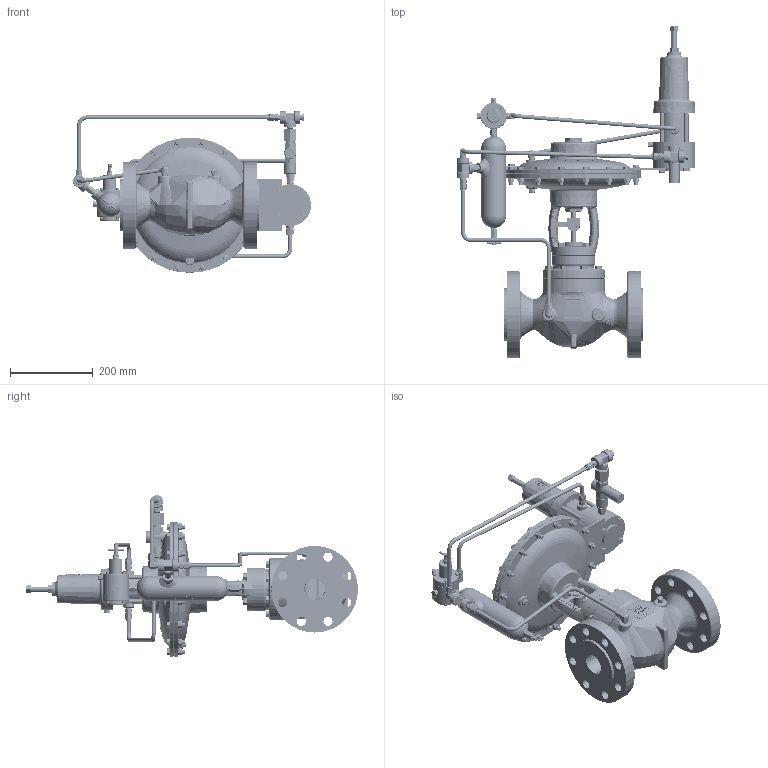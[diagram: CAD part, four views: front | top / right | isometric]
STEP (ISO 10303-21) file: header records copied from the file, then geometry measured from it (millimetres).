
FILE_DESCRIPTION (( 'STEP AP203' ), '1' );
FILE_NAME ('2 INCH PBPO PC 3 INCH 600RF (75-150 HPBP).STEP', '2015-03-18T15:43:04', ( 'PCTech' ), ( 'Microsoft' ), 'SwSTEP 2.0', 'SolidWorks 2015', '' );
FILE_SCHEMA (( 'CONFIG_CONTROL_DESIGN' ));
Length unit declared in the file: inch
Products named in the file (1): 2 INCH PBPO PC 3 INCH 600RF (75-150 HPBP)
Bounding box: 576.35 x 803.31 x 391.04 mm (x, y, z)
Volume: 11960630 mm3; surface area: 1720722.5 mm2
Topology: 150 solids, 150 shells, 6661 faces, 16123 edges, 10089 vertices
Faces by surface type: plane 2797, bspline 1289, cone 1209, cylinder 942, torus 342, sphere 82
Entity records: 420035 total; most frequent: CARTESIAN_POINT 277798, ORIENTED_EDGE 32118, DIRECTION 25204, EDGE_CURVE 16059, VERTEX_POINT 10087, AXIS2_PLACEMENT_3D 9555, EDGE_LOOP 7100, FACE_OUTER_BOUND 6661
